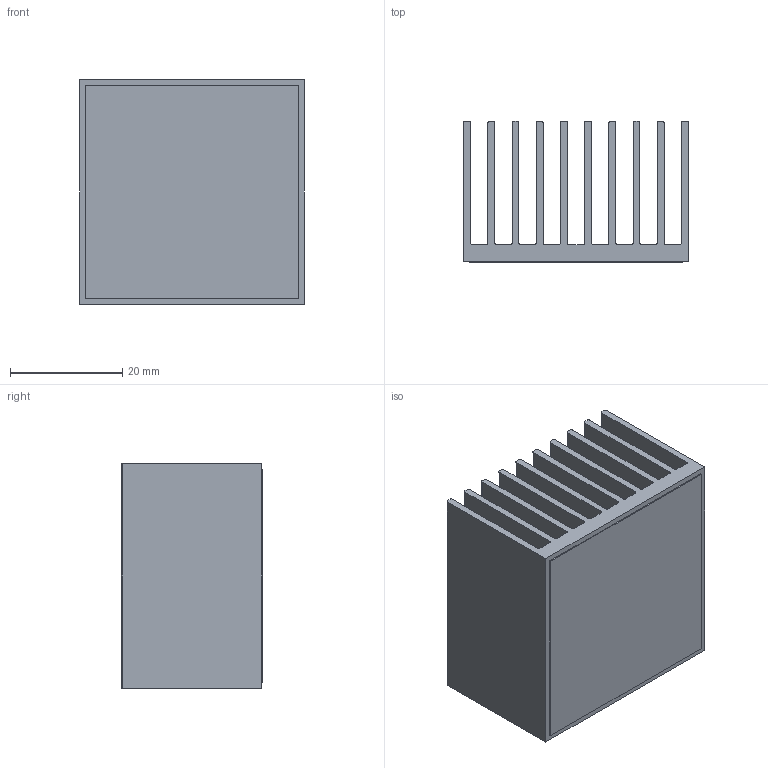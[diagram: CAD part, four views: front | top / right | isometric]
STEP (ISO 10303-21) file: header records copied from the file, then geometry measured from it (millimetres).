
FILE_DESCRIPTION((''),'2;1');
FILE_NAME('ASM0001_ASM','2025-12-15T14:46:45',('ITadmin'),(''),'CREO PARAMETRIC BY PTC INC, 2018050','CREO PARAMETRIC BY PTC INC, 2018050','');
FILE_SCHEMA(('CONFIG_CONTROL_DESIGN'));
Length unit declared in the file: millimetre
Products named in the file (2): PAD; ASM0001_ASM
Assembly tree (1 placements, depth 2):
  ASM0001_ASM
    PAD
Bounding box: 40 x 25.2 x 40 mm (x, y, z)
Volume: 288.8 mm3; surface area: 24530.6 mm2
Topology: 1 solids, 2 shells, 86 faces, 246 edges, 164 vertices
Faces by surface type: plane 48, cylinder 38
Entity records: 2893 total; most frequent: DIRECTION 500, CARTESIAN_POINT 499, ORIENTED_EDGE 492, EDGE_CURVE 246, VECTOR 170, LINE 170, AXIS2_PLACEMENT_3D 165, VERTEX_POINT 164
